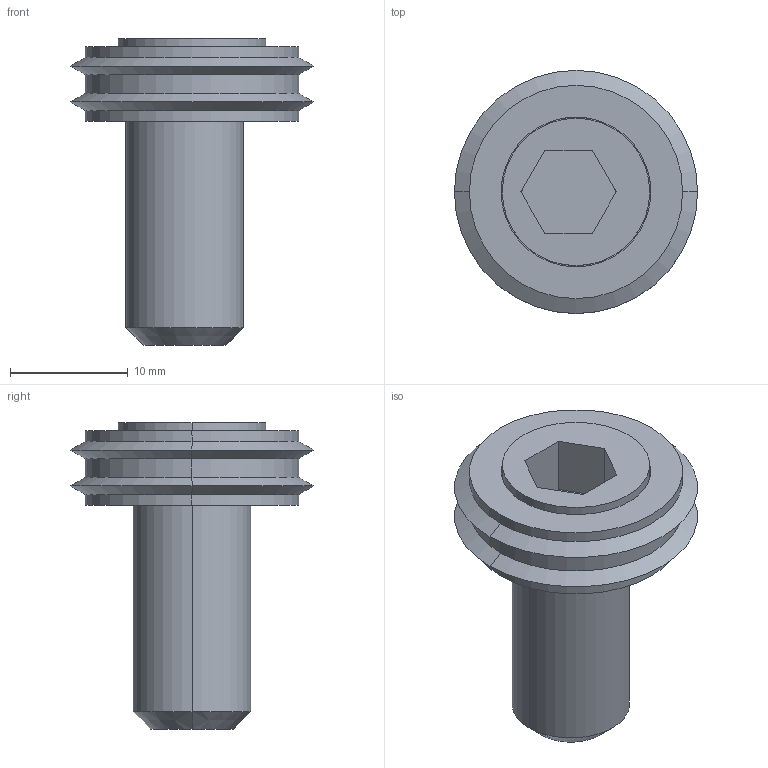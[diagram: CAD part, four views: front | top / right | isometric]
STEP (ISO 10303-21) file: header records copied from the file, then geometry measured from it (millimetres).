
FILE_DESCRIPTION (( 'STEP AP203' ), '1' );
FILE_NAME ('mbrfc10.STEP', '2021-10-26T02:39:27', ( '' ), ( '' ), 'SwSTEP 2.0', 'SolidWorks 2020', '' );
FILE_SCHEMA (( 'CONFIG_CONTROL_DESIGN' ));
Length unit declared in the file: millimetre
Products named in the file (3): mbrfc10_02; mbrfc10_01; mbrfc10
Assembly tree (2 placements, depth 2):
  mbrfc10
    mbrfc10_01
    mbrfc10_02
Bounding box: 20.62 x 20.62 x 26 mm (x, y, z)
Volume: 3018.2 mm3; surface area: 2296.4 mm2
Topology: 2 solids, 2 shells, 37 faces, 76 edges, 46 vertices
Faces by surface type: cylinder 14, plane 13, cone 10
Entity records: 1281 total; most frequent: DIRECTION 194, CARTESIAN_POINT 164, ORIENTED_EDGE 152, AXIS2_PLACEMENT_3D 76, EDGE_CURVE 76, VERTEX_POINT 46, VECTOR 42, EDGE_LOOP 42
